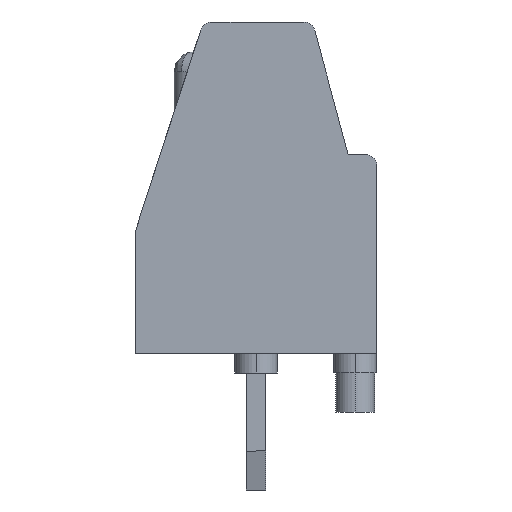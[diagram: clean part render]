
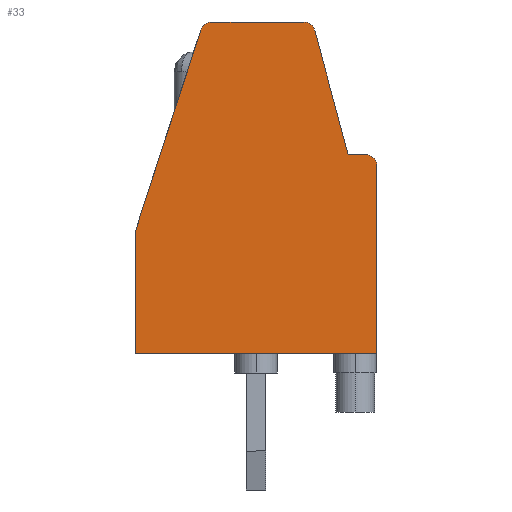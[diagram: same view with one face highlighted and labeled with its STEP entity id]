
A CAD part, left-side view. The second image highlights one B-rep face of the part: STEP entity #33.
In plain terms, the highlighted planar face has unit normal (-1, 0, 0).
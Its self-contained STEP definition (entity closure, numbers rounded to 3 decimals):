
#33 = ADVANCED_FACE ( 'NONE', ( #3397 ), #5830, .F. ) ;
#45 = VERTEX_POINT ( 'NONE', #5396 ) ;
#192 = AXIS2_PLACEMENT_3D ( 'NONE', #2351, #5766, #1406 ) ;
#247 = CARTESIAN_POINT ( 'NONE',  ( -2.77, -3.1, 0. ) ) ;
#327 = VECTOR ( 'NONE', #2156, 1000. ) ;
#381 = VECTOR ( 'NONE', #2067, 1000. ) ;
#521 = LINE ( 'NONE', #3132, #1334 ) ;
#606 = EDGE_CURVE ( 'NONE', #5196, #5897, #617, .T. ) ;
#617 = LINE ( 'NONE', #1695, #327 ) ;
#633 = CARTESIAN_POINT ( 'NONE',  ( -2.77, -3.1, 4.8 ) ) ;
#860 = VERTEX_POINT ( 'NONE', #4736 ) ;
#1025 = VERTEX_POINT ( 'NONE', #4925 ) ;
#1035 = ORIENTED_EDGE ( 'NONE', *, *, #1271, .F. ) ;
#1088 = CARTESIAN_POINT ( 'NONE',  ( -2.77, 3.1, 3.114 ) ) ;
#1221 = DIRECTION ( 'NONE',  ( 1., 0., 0. ) ) ;
#1271 = EDGE_CURVE ( 'NONE', #4259, #1025, #2331, .T. ) ;
#1298 = DIRECTION ( 'NONE',  ( 0., 0., -1. ) ) ;
#1334 = VECTOR ( 'NONE', #2611, 1000. ) ;
#1406 = DIRECTION ( 'NONE',  ( 0., -1., 0. ) ) ;
#1529 = ORIENTED_EDGE ( 'NONE', *, *, #4770, .F. ) ;
#1600 = VECTOR ( 'NONE', #3718, 1000. ) ;
#1695 = CARTESIAN_POINT ( 'NONE',  ( -2.77, 21.223, 0. ) ) ;
#1725 = VERTEX_POINT ( 'NONE', #2179 ) ;
#1741 = ORIENTED_EDGE ( 'NONE', *, *, #5331, .F. ) ;
#1773 = CARTESIAN_POINT ( 'NONE',  ( -2.77, -2.361, 5.1 ) ) ;
#1843 = ORIENTED_EDGE ( 'NONE', *, *, #3577, .F. ) ;
#1846 = DIRECTION ( 'NONE',  ( 1., 0., 0. ) ) ;
#2067 = DIRECTION ( 'NONE',  ( 0., -0.309, 0.951 ) ) ;
#2156 = DIRECTION ( 'NONE',  ( 0., 1., 0. ) ) ;
#2179 = CARTESIAN_POINT ( 'NONE',  ( -2.77, -1.51, 8.278 ) ) ;
#2331 = LINE ( 'NONE', #4092, #1600 ) ;
#2351 = CARTESIAN_POINT ( 'NONE',  ( -2.77, -2.8, 4.8 ) ) ;
#2375 = CARTESIAN_POINT ( 'NONE',  ( -2.77, 3.1, 3.114 ) ) ;
#2406 = CIRCLE ( 'NONE', #4574, 0.3 ) ;
#2535 = DIRECTION ( 'NONE',  ( 0., -0.259, -0.966 ) ) ;
#2611 = DIRECTION ( 'NONE',  ( 0., 0., 1. ) ) ;
#2618 = LINE ( 'NONE', #4967, #2766 ) ;
#2749 = LINE ( 'NONE', #1088, #381 ) ;
#2757 = ORIENTED_EDGE ( 'NONE', *, *, #606, .F. ) ;
#2766 = VECTOR ( 'NONE', #2535, 1000. ) ;
#2870 = CARTESIAN_POINT ( 'NONE',  ( -2.77, 21.223, -6.451 ) ) ;
#3111 = CIRCLE ( 'NONE', #3944, 0.3 ) ;
#3132 = CARTESIAN_POINT ( 'NONE',  ( -2.77, 3.1, -6.451 ) ) ;
#3140 = ORIENTED_EDGE ( 'NONE', *, *, #5243, .F. ) ;
#3397 = FACE_OUTER_BOUND ( 'NONE', #6170, .T. ) ;
#3445 = ORIENTED_EDGE ( 'NONE', *, *, #6237, .F. ) ;
#3450 = CARTESIAN_POINT ( 'NONE',  ( -2.77, 3.1, 0. ) ) ;
#3477 = ORIENTED_EDGE ( 'NONE', *, *, #3902, .F. ) ;
#3577 = EDGE_CURVE ( 'NONE', #4674, #5196, #4003, .T. ) ;
#3695 = VECTOR ( 'NONE', #1298, 1000. ) ;
#3718 = DIRECTION ( 'NONE',  ( 0., -1., 0. ) ) ;
#3902 = EDGE_CURVE ( 'NONE', #1725, #4259, #2618, .T. ) ;
#3918 = DIRECTION ( 'NONE',  ( 1., 0., 0. ) ) ;
#3944 = AXIS2_PLACEMENT_3D ( 'NONE', #5179, #1221, #5145 ) ;
#3987 = CARTESIAN_POINT ( 'NONE',  ( -2.77, 21.223, 8.5 ) ) ;
#4003 = LINE ( 'NONE', #5659, #3695 ) ;
#4092 = CARTESIAN_POINT ( 'NONE',  ( -2.77, -2.361, 5.1 ) ) ;
#4259 = VERTEX_POINT ( 'NONE', #1773 ) ;
#4266 = DIRECTION ( 'NONE',  ( 0., -1., 0. ) ) ;
#4306 = VERTEX_POINT ( 'NONE', #2375 ) ;
#4408 = ORIENTED_EDGE ( 'NONE', *, *, #6002, .F. ) ;
#4416 = DIRECTION ( 'NONE',  ( 0., 1., 0. ) ) ;
#4574 = AXIS2_PLACEMENT_3D ( 'NONE', #5697, #1846, #4266 ) ;
#4600 = EDGE_CURVE ( 'NONE', #4306, #6104, #2749, .T. ) ;
#4674 = VERTEX_POINT ( 'NONE', #633 ) ;
#4694 = CARTESIAN_POINT ( 'NONE',  ( -2.77, 1.417, 8.293 ) ) ;
#4736 = CARTESIAN_POINT ( 'NONE',  ( -2.77, 1.132, 8.5 ) ) ;
#4747 = CIRCLE ( 'NONE', #192, 0.3 ) ;
#4770 = EDGE_CURVE ( 'NONE', #5897, #4306, #521, .T. ) ;
#4925 = CARTESIAN_POINT ( 'NONE',  ( -2.77, -2.8, 5.1 ) ) ;
#4932 = DIRECTION ( 'NONE',  ( 0., -1., 0. ) ) ;
#4967 = CARTESIAN_POINT ( 'NONE',  ( -2.77, -1.51, 8.278 ) ) ;
#4986 = LINE ( 'NONE', #3987, #5443 ) ;
#5145 = DIRECTION ( 'NONE',  ( 0., -1., 0. ) ) ;
#5179 = CARTESIAN_POINT ( 'NONE',  ( -2.77, -1.22, 8.2 ) ) ;
#5196 = VERTEX_POINT ( 'NONE', #247 ) ;
#5241 = ORIENTED_EDGE ( 'NONE', *, *, #4600, .F. ) ;
#5243 = EDGE_CURVE ( 'NONE', #45, #1725, #3111, .T. ) ;
#5331 = EDGE_CURVE ( 'NONE', #6104, #860, #2406, .T. ) ;
#5396 = CARTESIAN_POINT ( 'NONE',  ( -2.77, -1.22, 8.5 ) ) ;
#5443 = VECTOR ( 'NONE', #4932, 1000. ) ;
#5659 = CARTESIAN_POINT ( 'NONE',  ( -2.77, -3.1, -6.451 ) ) ;
#5697 = CARTESIAN_POINT ( 'NONE',  ( -2.77, 1.132, 8.2 ) ) ;
#5766 = DIRECTION ( 'NONE',  ( 1., 0., 0. ) ) ;
#5830 = PLANE ( 'NONE',  #5882 ) ;
#5882 = AXIS2_PLACEMENT_3D ( 'NONE', #2870, #3918, #4416 ) ;
#5897 = VERTEX_POINT ( 'NONE', #3450 ) ;
#6002 = EDGE_CURVE ( 'NONE', #860, #45, #4986, .T. ) ;
#6104 = VERTEX_POINT ( 'NONE', #4694 ) ;
#6170 = EDGE_LOOP ( 'NONE', ( #3445, #1035, #3477, #3140, #4408, #1741, #5241, #1529, #2757, #1843 ) ) ;
#6237 = EDGE_CURVE ( 'NONE', #1025, #4674, #4747, .T. ) ;
